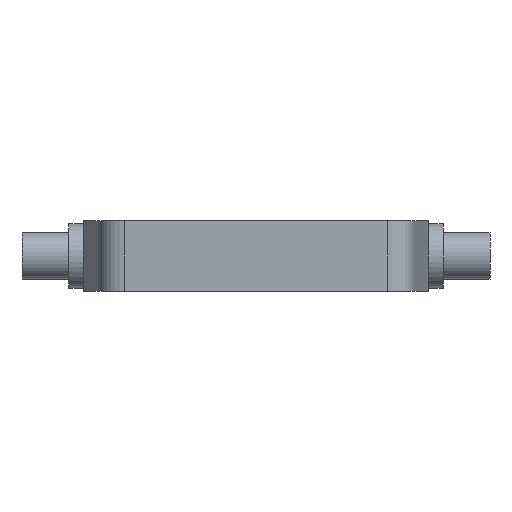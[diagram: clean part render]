
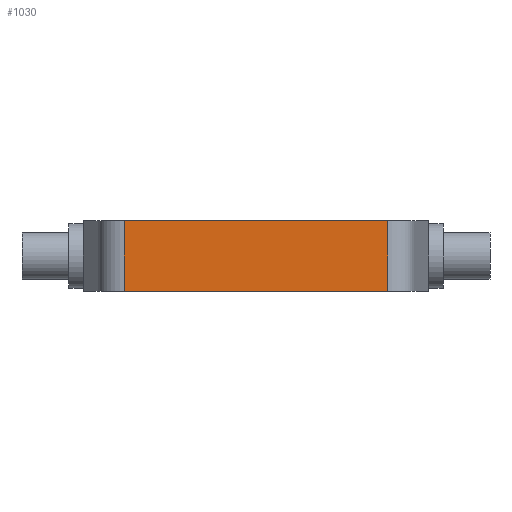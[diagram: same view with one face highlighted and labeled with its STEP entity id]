
A CAD part, front view. The second image highlights one B-rep face of the part: STEP entity #1030.
In plain terms, the highlighted planar face has unit normal (0, -1, 0).
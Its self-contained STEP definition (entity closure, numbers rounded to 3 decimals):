
#8 = CARTESIAN_POINT ( 'NONE',  ( 112.5, -135., 61. ) ) ;
#61 = VECTOR ( 'NONE', #644, 1000. ) ;
#123 = CARTESIAN_POINT ( 'NONE',  ( 112.5, -135., 1. ) ) ;
#126 = ORIENTED_EDGE ( 'NONE', *, *, #515, .F. ) ;
#196 = LINE ( 'NONE', #357, #707 ) ;
#199 = CARTESIAN_POINT ( 'NONE',  ( -112.5, -135., 62. ) ) ;
#275 = CARTESIAN_POINT ( 'NONE',  ( -112.5, -135., 1. ) ) ;
#315 = ORIENTED_EDGE ( 'NONE', *, *, #960, .T. ) ;
#329 = VECTOR ( 'NONE', #507, 1000. ) ;
#357 = CARTESIAN_POINT ( 'NONE',  ( 112.5, -135., 62. ) ) ;
#360 = VERTEX_POINT ( 'NONE', #123 ) ;
#395 = ORIENTED_EDGE ( 'NONE', *, *, #865, .F. ) ;
#454 = DIRECTION ( 'NONE',  ( 0., 0., 1. ) ) ;
#460 = LINE ( 'NONE', #851, #61 ) ;
#496 = LINE ( 'NONE', #199, #329 ) ;
#507 = DIRECTION ( 'NONE',  ( 0., 0., -1. ) ) ;
#515 = EDGE_CURVE ( 'NONE', #832, #847, #460, .T. ) ;
#614 = VECTOR ( 'NONE', #717, 1000. ) ;
#644 = DIRECTION ( 'NONE',  ( 1., 0., 0. ) ) ;
#659 = EDGE_CURVE ( 'NONE', #847, #360, #196, .T. ) ;
#664 = AXIS2_PLACEMENT_3D ( 'NONE', #666, #970, #454 ) ;
#666 = CARTESIAN_POINT ( 'NONE',  ( -112.5, -135., 62. ) ) ;
#705 = CARTESIAN_POINT ( 'NONE',  ( 112.5, -135., 1. ) ) ;
#707 = VECTOR ( 'NONE', #1156, 1000. ) ;
#717 = DIRECTION ( 'NONE',  ( -1., 0., 0. ) ) ;
#787 = VERTEX_POINT ( 'NONE', #275 ) ;
#805 = CARTESIAN_POINT ( 'NONE',  ( -112.5, -135., 61. ) ) ;
#832 = VERTEX_POINT ( 'NONE', #805 ) ;
#847 = VERTEX_POINT ( 'NONE', #8 ) ;
#851 = CARTESIAN_POINT ( 'NONE',  ( -112.5, -135., 61. ) ) ;
#865 = EDGE_CURVE ( 'NONE', #360, #787, #1080, .T. ) ;
#882 = PLANE ( 'NONE',  #664 ) ;
#960 = EDGE_CURVE ( 'NONE', #832, #787, #496, .T. ) ;
#970 = DIRECTION ( 'NONE',  ( 0., 1., 0. ) ) ;
#1030 = ADVANCED_FACE ( 'NONE', ( #1253 ), #882, .F. ) ;
#1053 = EDGE_LOOP ( 'NONE', ( #395, #1211, #126, #315 ) ) ;
#1080 = LINE ( 'NONE', #705, #614 ) ;
#1156 = DIRECTION ( 'NONE',  ( 0., 0., -1. ) ) ;
#1211 = ORIENTED_EDGE ( 'NONE', *, *, #659, .F. ) ;
#1253 = FACE_OUTER_BOUND ( 'NONE', #1053, .T. ) ;
